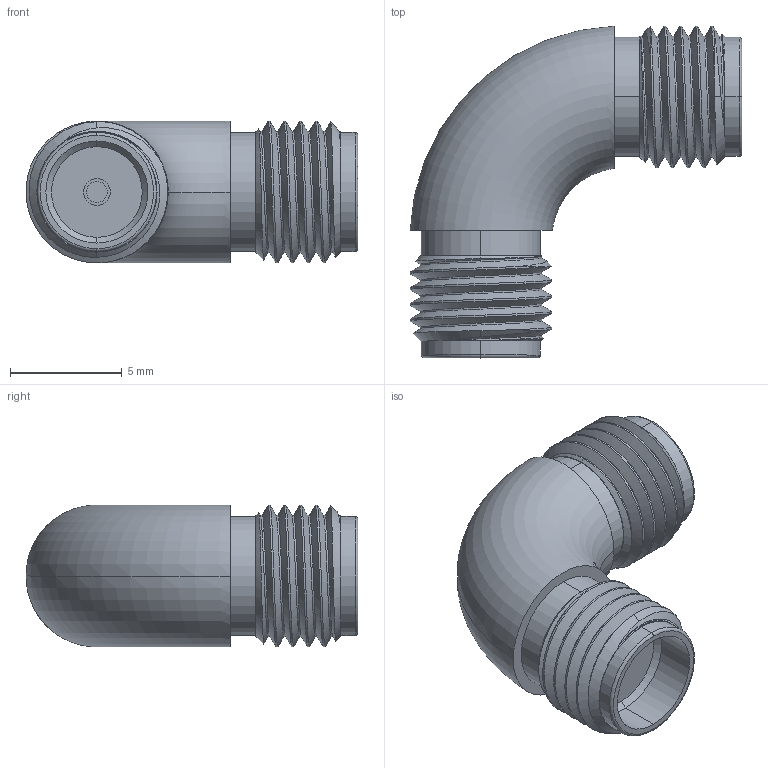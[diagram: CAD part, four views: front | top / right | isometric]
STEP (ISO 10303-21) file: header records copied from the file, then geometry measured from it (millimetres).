
FILE_DESCRIPTION (( 'STEP AP203' ), '1' );
FILE_NAME ('PE91156-SM5284.step', '2018-10-30T15:15:02', ( '' ), ( '' ), 'SwSTEP 2.0', 'SolidWorks 2017', '' );
FILE_SCHEMA (( 'CONFIG_CONTROL_DESIGN' ));
Length unit declared in the file: inch
Products named in the file (1): PE91156-SM5284
Bounding box: 14.85 x 14.86 x 6.35 mm (x, y, z)
Volume: 513.2 mm3; surface area: 648 mm2
Topology: 3 solids, 3 shells, 84 faces, 196 edges, 128 vertices
Faces by surface type: cylinder 42, plane 16, cone 14, torus 6, bspline 6
Entity records: 4119 total; most frequent: CARTESIAN_POINT 2235, ORIENTED_EDGE 392, DIRECTION 360, EDGE_CURVE 196, AXIS2_PLACEMENT_3D 153, VERTEX_POINT 128, EDGE_LOOP 98, FACE_OUTER_BOUND 84
